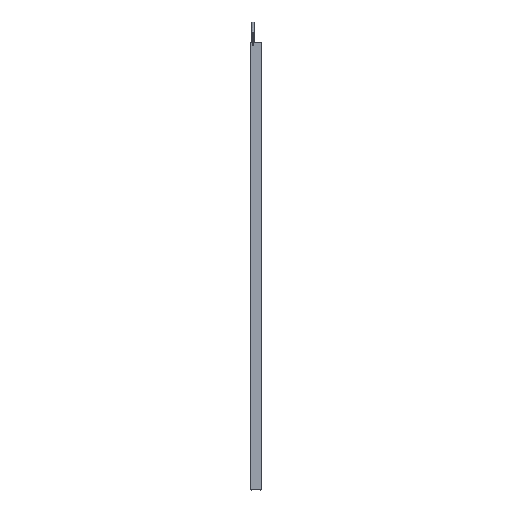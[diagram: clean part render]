
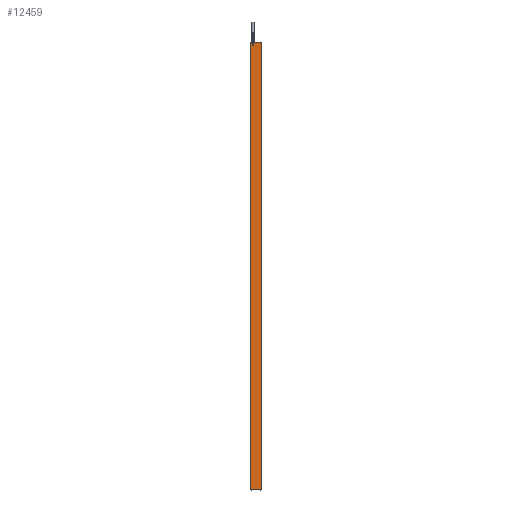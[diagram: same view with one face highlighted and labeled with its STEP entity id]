
A CAD part, front view. The second image highlights one B-rep face of the part: STEP entity #12459.
In plain terms, the highlighted planar face has unit normal (0, -1, 0).
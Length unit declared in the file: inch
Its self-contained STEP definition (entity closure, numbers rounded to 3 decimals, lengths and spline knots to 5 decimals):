
#103 = CARTESIAN_POINT ( 'NONE',  ( 1.3084, 1.82955, 25.06469 ) ) ;
#427 = EDGE_LOOP ( 'NONE', ( #34613, #1588, #28578, #2702 ) ) ;
#463 = VERTEX_POINT ( 'NONE', #4086 ) ;
#870 = DIRECTION ( 'NONE',  ( 0., 0., -1. ) ) ;
#1191 = VECTOR ( 'NONE', #22860, 39.37008 ) ;
#1588 = ORIENTED_EDGE ( 'NONE', *, *, #33592, .F. ) ;
#1592 = CARTESIAN_POINT ( 'NONE',  ( 1.90447, 1.82955, 25.06469 ) ) ;
#2702 = ORIENTED_EDGE ( 'NONE', *, *, #6118, .T. ) ;
#2908 = DIRECTION ( 'NONE',  ( -1., 0., 0. ) ) ;
#3006 = VERTEX_POINT ( 'NONE', #14376 ) ;
#3136 = DIRECTION ( 'NONE',  ( 0., 1., 0. ) ) ;
#4086 = CARTESIAN_POINT ( 'NONE',  ( 1.3084, 1.82955, 1.06469 ) ) ;
#4777 = VERTEX_POINT ( 'NONE', #1592 ) ;
#6118 = EDGE_CURVE ( 'NONE', #16206, #463, #16063, .T. ) ;
#7754 = DIRECTION ( 'NONE',  ( 1., 0., 0. ) ) ;
#7987 = AXIS2_PLACEMENT_3D ( 'NONE', #103, #3136, #2908 ) ;
#9531 = LINE ( 'NONE', #25924, #16119 ) ;
#12459 = ADVANCED_FACE ( 'NONE', ( #18147 ), #33596, .F. ) ;
#14376 = CARTESIAN_POINT ( 'NONE',  ( 1.90447, 1.82955, 1.06469 ) ) ;
#16063 = LINE ( 'NONE', #19679, #1191 ) ;
#16070 = CARTESIAN_POINT ( 'NONE',  ( 1.3084, 1.82955, 25.06469 ) ) ;
#16119 = VECTOR ( 'NONE', #870, 39.37008 ) ;
#16206 = VERTEX_POINT ( 'NONE', #31229 ) ;
#18147 = FACE_OUTER_BOUND ( 'NONE', #427, .T. ) ;
#19223 = VECTOR ( 'NONE', #25516, 39.37008 ) ;
#19679 = CARTESIAN_POINT ( 'NONE',  ( 1.3084, 1.82955, 25.06469 ) ) ;
#19928 = LINE ( 'NONE', #16070, #28216 ) ;
#22860 = DIRECTION ( 'NONE',  ( 0., 0., -1. ) ) ;
#25516 = DIRECTION ( 'NONE',  ( 1., 0., 0. ) ) ;
#25924 = CARTESIAN_POINT ( 'NONE',  ( 1.90447, 1.82955, 25.06469 ) ) ;
#28171 = EDGE_CURVE ( 'NONE', #16206, #4777, #19928, .T. ) ;
#28216 = VECTOR ( 'NONE', #7754, 39.37008 ) ;
#28578 = ORIENTED_EDGE ( 'NONE', *, *, #28171, .F. ) ;
#31229 = CARTESIAN_POINT ( 'NONE',  ( 1.3084, 1.82955, 25.06469 ) ) ;
#33195 = LINE ( 'NONE', #33710, #19223 ) ;
#33592 = EDGE_CURVE ( 'NONE', #4777, #3006, #9531, .T. ) ;
#33596 = PLANE ( 'NONE',  #7987 ) ;
#33710 = CARTESIAN_POINT ( 'NONE',  ( 1.3084, 1.82955, 1.06469 ) ) ;
#34613 = ORIENTED_EDGE ( 'NONE', *, *, #36166, .T. ) ;
#36166 = EDGE_CURVE ( 'NONE', #463, #3006, #33195, .T. ) ;
